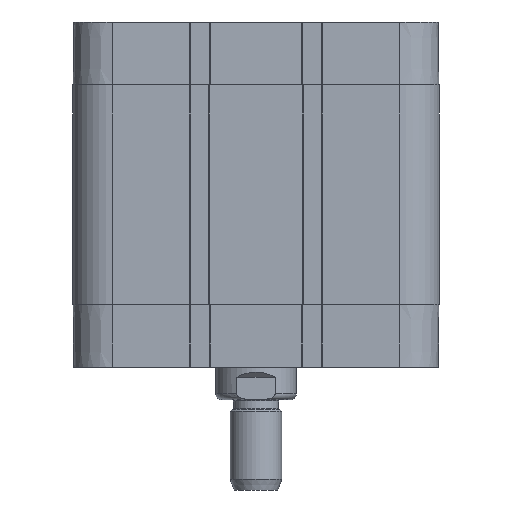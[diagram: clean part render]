
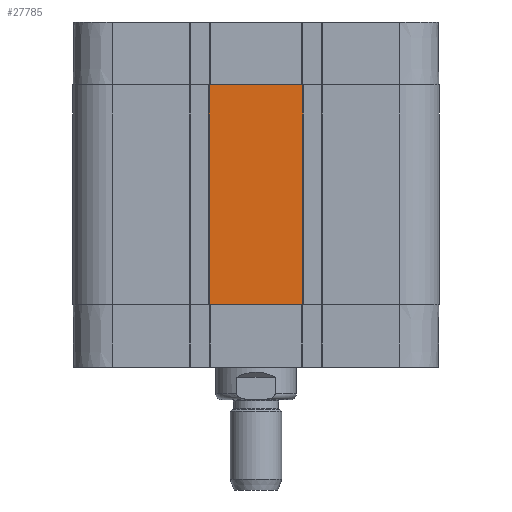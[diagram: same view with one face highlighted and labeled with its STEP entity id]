
A CAD part, left-side view. The second image highlights one B-rep face of the part: STEP entity #27785.
In plain terms, the highlighted planar face has unit normal (-1, 0, 0).
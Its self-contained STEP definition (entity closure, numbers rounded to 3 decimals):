
#4340=LINE($,#52185,#6425);
#4390=LINE($,#52372,#6475);
#4427=LINE($,#52508,#6512);
#4436=LINE($,#52523,#6521);
#6425=VECTOR($,#32167,2.9);
#6475=VECTOR($,#32331,2.9);
#6512=VECTOR($,#32440,6.8);
#6521=VECTOR($,#32461,6.8);
#8199=FACE_OUTER_BOUND($,#9867,.T.);
#9867=EDGE_LOOP($,(#24152,#24153,#24154,#24155));
#12900=VERTEX_POINT($,#52182);
#12901=VERTEX_POINT($,#52184);
#12980=VERTEX_POINT($,#52369);
#12981=VERTEX_POINT($,#52371);
#16691=EDGE_CURVE($,#12901,#12900,#4340,.T.);
#16784=EDGE_CURVE($,#12981,#12980,#4390,.T.);
#16854=EDGE_CURVE($,#12901,#12980,#4427,.T.);
#16863=EDGE_CURVE($,#12981,#12900,#4436,.T.);
#24152=ORIENTED_EDGE($,*,*,#16854,.F.);
#24153=ORIENTED_EDGE($,*,*,#16691,.T.);
#24154=ORIENTED_EDGE($,*,*,#16863,.F.);
#24155=ORIENTED_EDGE($,*,*,#16784,.T.);
#26455=PLANE($,#28935);
#27785=ADVANCED_FACE($,(#8199),#26455,.T.);
#28935=AXIS2_PLACEMENT_3D($,#52548,#32498,#32499);
#32167=DIRECTION($,(0.,-1.,0.));
#32331=DIRECTION($,(0.,1.,0.));
#32440=DIRECTION($,(0.,0.,1.));
#32461=DIRECTION($,(0.,0.,-1.));
#32498=DIRECTION('center_axis',(-1.,0.,0.));
#32499=DIRECTION('ref_axis',(0.,0.,1.));
#52182=CARTESIAN_POINT('',(-5.675,-1.45,-6.8));
#52184=CARTESIAN_POINT('',(-5.675,1.45,-6.8));
#52185=CARTESIAN_POINT($,(-5.675,1.45,-6.8));
#52369=CARTESIAN_POINT('',(-5.675,1.45,0.));
#52371=CARTESIAN_POINT('',(-5.675,-1.45,0.));
#52372=CARTESIAN_POINT($,(-5.675,-1.45,0.));
#52508=CARTESIAN_POINT($,(-5.675,1.45,-6.8));
#52523=CARTESIAN_POINT($,(-5.675,-1.45,0.));
#52548=CARTESIAN_POINT('Origin',(-5.675,-5.675,-21.4));
